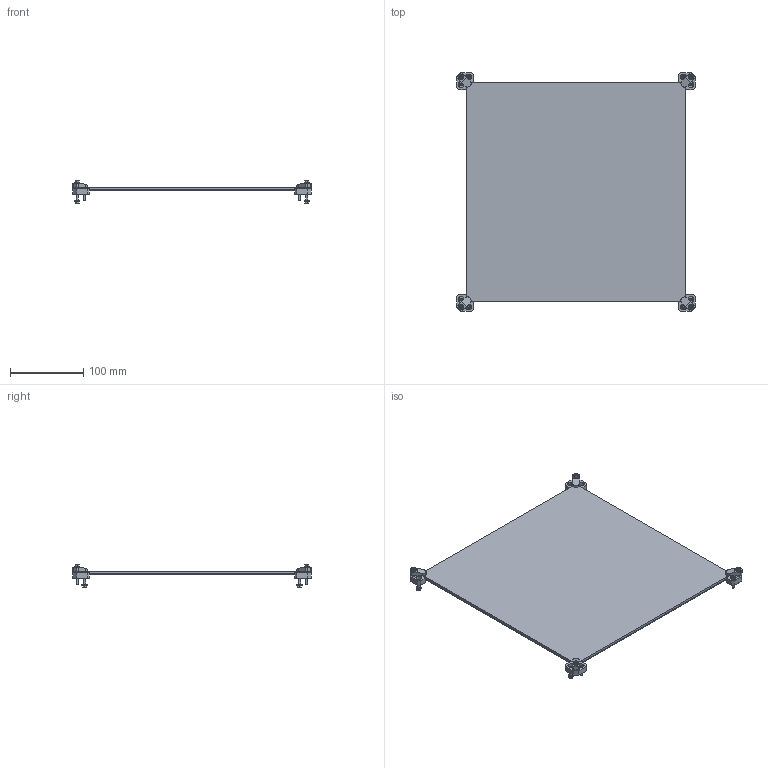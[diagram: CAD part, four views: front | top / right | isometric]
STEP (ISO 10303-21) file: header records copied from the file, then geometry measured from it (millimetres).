
FILE_DESCRIPTION(('FreeCAD Model'),'2;1');
FILE_NAME('TAZ 5 Y Plate Assembly V0.21-slab_legacy_only.step','2020-08-13T12:58:37',('Author'),(''), 'Open CASCADE STEP processor 7.3','FreeCAD','Unknown');
FILE_SCHEMA(('AUTOMOTIVE_DESIGN { 1 0 10303 214 1 1 1 1 }'));
Length unit declared in the file: millimetre
Products named in the file (34): bed_corner_2_5_01; bed_corner_2_5_02; bed_corner_2_5_03; bed_corner_2_5_04; bed_finger_2_1_01; bed_finger_2_1_02; bed_finger_2_1_03; bed_finger_2_1_04; M3_washer_33; M3_washer_34; M3_washer_35; M3_washer_36; M3x12_SHCS_33; M3x12_SHCS_34; M3x12_SHCS_35; M3x12_SHCS_36; M3_washer_26; M3_washer_27; M3_washer_28; M3_washer_31; M3_washer_19; M3_washer_22; M3_washer_23; M3_washer_04; M3x12_SHCS_29; M3x12_SHCS_32; M3x12_SHCS_15; M3x12_SHCS_16; M3x12_SHCS_19; M3x12_SHCS_24; M3x12_SHCS_08; M3x12_SHCS_04; _00mm_heat_pad_01; _00mm_glass_01
Bounding box: 326.47 x 326.47 x 31.2 mm (x, y, z)
Volume: 421870.6 mm3; surface area: 379606.4 mm2
Topology: 34 solids, 34 shells, 468 faces, 1020 edges, 640 vertices
Faces by surface type: plane 244, cylinder 104, cone 68, revolution 24, bspline 16, sphere 12
Full cylindrical faces by diameter (mm): 3 x12, 3.2 x12, 3.9 x8, 4.5 x4, 5.1 x4, 5.5 x12, 7 x12, 8 x8
Entity records: 34878 total; most frequent: CARTESIAN_POINT 13869, DIRECTION 3822, ORIENTED_EDGE 2016, PCURVE 2016, DEFINITIONAL_REPRESENTATION 2016, LINE 1728, VECTOR 1728, EDGE_CURVE 1008
